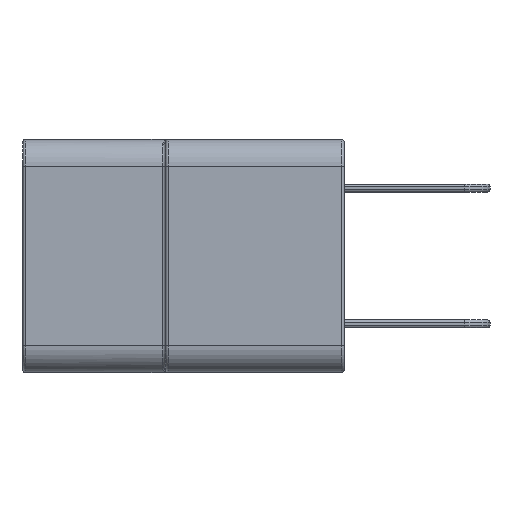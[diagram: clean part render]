
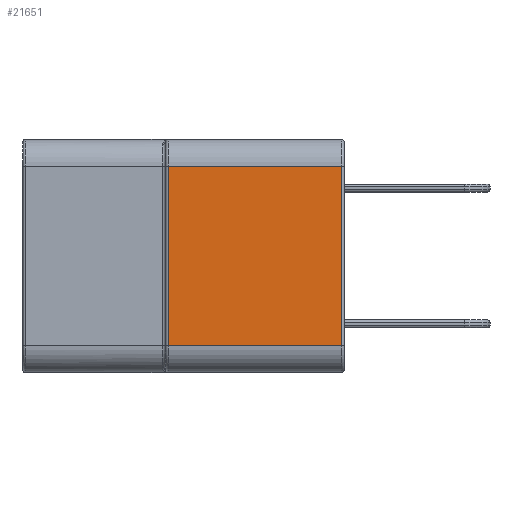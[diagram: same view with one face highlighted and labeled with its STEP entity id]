
A CAD part, left-side view. The second image highlights one B-rep face of the part: STEP entity #21651.
In plain terms, the highlighted planar face has unit normal (-1, 0, 0).
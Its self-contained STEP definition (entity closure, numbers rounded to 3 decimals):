
#1298=PLANE('',#23234);
#2194=LINE('',#30493,#4414);
#2198=LINE('',#30531,#4418);
#2199=LINE('',#30535,#4419);
#2200=LINE('',#30537,#4420);
#4414=VECTOR('',#25294,10.);
#4418=VECTOR('',#25358,10.);
#4419=VECTOR('',#25365,10.);
#4420=VECTOR('',#25368,10.);
#6721=FACE_OUTER_BOUND('',#7946,.T.);
#7946=EDGE_LOOP('',(#15957,#15958,#15959,#15960));
#9792=VERTEX_POINT('',#30487);
#9793=VERTEX_POINT('',#30491);
#9796=VERTEX_POINT('',#30525);
#9797=VERTEX_POINT('',#30529);
#12144=EDGE_CURVE('',#9792,#9793,#2194,.T.);
#12163=EDGE_CURVE('',#9796,#9797,#2198,.T.);
#12165=EDGE_CURVE('',#9797,#9792,#2199,.T.);
#12166=EDGE_CURVE('',#9793,#9796,#2200,.T.);
#15957=ORIENTED_EDGE('',*,*,#12144,.F.);
#15958=ORIENTED_EDGE('',*,*,#12165,.F.);
#15959=ORIENTED_EDGE('',*,*,#12163,.F.);
#15960=ORIENTED_EDGE('',*,*,#12166,.F.);
#21651=ADVANCED_FACE('',(#6721),#1298,.T.);
#23234=AXIS2_PLACEMENT_3D('',#30536,#25366,#25367);
#25294=DIRECTION('',(0.,0.,-1.));
#25358=DIRECTION('',(0.,0.,1.));
#25365=DIRECTION('',(0.,-1.,0.));
#25366=DIRECTION('center_axis',(-1.,0.,0.));
#25367=DIRECTION('ref_axis',(0.,-1.,0.));
#25368=DIRECTION('',(0.,1.,0.));
#30487=CARTESIAN_POINT('',(-11.51,-5.905,7.71));
#30491=CARTESIAN_POINT('',(-11.51,-5.905,1.));
#30493=CARTESIAN_POINT('',(-11.51,-5.905,0.));
#30525=CARTESIAN_POINT('',(-11.51,0.575,1.));
#30529=CARTESIAN_POINT('',(-11.51,0.575,7.71));
#30531=CARTESIAN_POINT('',(-11.51,0.575,0.));
#30535=CARTESIAN_POINT('',(-11.51,-0.006,7.71));
#30536=CARTESIAN_POINT('Origin',(-11.51,0.675,0.));
#30537=CARTESIAN_POINT('',(-11.51,-0.006,1.));
